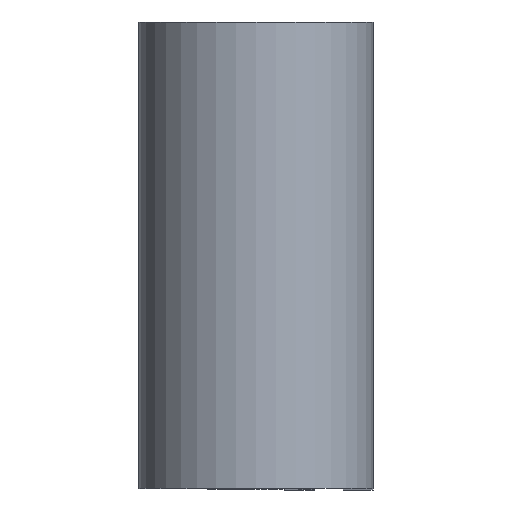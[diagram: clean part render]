
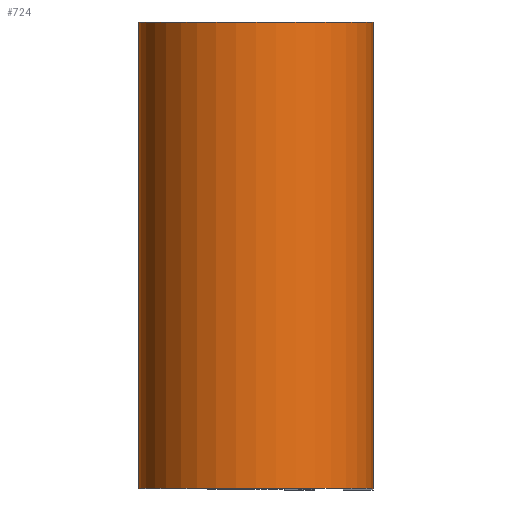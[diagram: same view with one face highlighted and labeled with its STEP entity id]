
A CAD part, top view. The second image highlights one B-rep face of the part: STEP entity #724.
In plain terms, the highlighted cylindrical face has radius 3.188 mm (diameter 6.375 mm), a partial arc.
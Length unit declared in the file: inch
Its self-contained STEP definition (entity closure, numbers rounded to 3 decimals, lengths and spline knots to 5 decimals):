
#32 = DIRECTION ( 'NONE',  ( 0., -1., 0. ) ) ;
#51 = VERTEX_POINT ( 'NONE', #514 ) ;
#93 = EDGE_CURVE ( 'NONE', #51, #411, #858, .T. ) ;
#103 = VECTOR ( 'NONE', #665, 39.37008 ) ;
#115 = DIRECTION ( 'NONE',  ( 0., 1., 0. ) ) ;
#140 = ORIENTED_EDGE ( 'NONE', *, *, #403, .F. ) ;
#147 = CARTESIAN_POINT ( 'NONE',  ( -0.1255, -0.25, 0.187 ) ) ;
#192 = DIRECTION ( 'NONE',  ( 0., -1., 0. ) ) ;
#217 = EDGE_CURVE ( 'NONE', #573, #637, #227, .T. ) ;
#223 = AXIS2_PLACEMENT_3D ( 'NONE', #237, #708, #305 ) ;
#227 = CIRCLE ( 'NONE', #223, 0.1255 ) ;
#236 = AXIS2_PLACEMENT_3D ( 'NONE', #299, #32, #639 ) ;
#237 = CARTESIAN_POINT ( 'NONE',  ( 0., -0.25, 0.187 ) ) ;
#252 = CARTESIAN_POINT ( 'NONE',  ( 0., 0.25, 0.187 ) ) ;
#269 = ORIENTED_EDGE ( 'NONE', *, *, #355, .T. ) ;
#272 = FACE_OUTER_BOUND ( 'NONE', #628, .T. ) ;
#283 = LINE ( 'NONE', #594, #103 ) ;
#299 = CARTESIAN_POINT ( 'NONE',  ( 0., 0.25, 0.187 ) ) ;
#305 = DIRECTION ( 'NONE',  ( 1., 0., 0. ) ) ;
#355 = EDGE_CURVE ( 'NONE', #51, #573, #283, .T. ) ;
#403 = EDGE_CURVE ( 'NONE', #411, #637, #785, .T. ) ;
#411 = VERTEX_POINT ( 'NONE', #865 ) ;
#431 = ORIENTED_EDGE ( 'NONE', *, *, #217, .T. ) ;
#453 = DIRECTION ( 'NONE',  ( 1., 0., 0. ) ) ;
#514 = CARTESIAN_POINT ( 'NONE',  ( -0.1255, 0.25, 0.187 ) ) ;
#573 = VERTEX_POINT ( 'NONE', #147 ) ;
#594 = CARTESIAN_POINT ( 'NONE',  ( -0.1255, 0.25, 0.187 ) ) ;
#603 = CARTESIAN_POINT ( 'NONE',  ( 0.1255, 0.25, 0.187 ) ) ;
#625 = VECTOR ( 'NONE', #192, 39.37008 ) ;
#628 = EDGE_LOOP ( 'NONE', ( #431, #140, #837, #269 ) ) ;
#633 = CARTESIAN_POINT ( 'NONE',  ( 0.1255, -0.25, 0.187 ) ) ;
#637 = VERTEX_POINT ( 'NONE', #633 ) ;
#639 = DIRECTION ( 'NONE',  ( 0., 0., -1. ) ) ;
#665 = DIRECTION ( 'NONE',  ( 0., -1., 0. ) ) ;
#708 = DIRECTION ( 'NONE',  ( 0., 1., 0. ) ) ;
#724 = ADVANCED_FACE ( 'NONE', ( #272 ), #763, .T. ) ;
#763 = CYLINDRICAL_SURFACE ( 'NONE', #236, 0.1255 ) ;
#785 = LINE ( 'NONE', #603, #625 ) ;
#828 = AXIS2_PLACEMENT_3D ( 'NONE', #252, #115, #453 ) ;
#837 = ORIENTED_EDGE ( 'NONE', *, *, #93, .F. ) ;
#858 = CIRCLE ( 'NONE', #828, 0.1255 ) ;
#865 = CARTESIAN_POINT ( 'NONE',  ( 0.1255, 0.25, 0.187 ) ) ;
